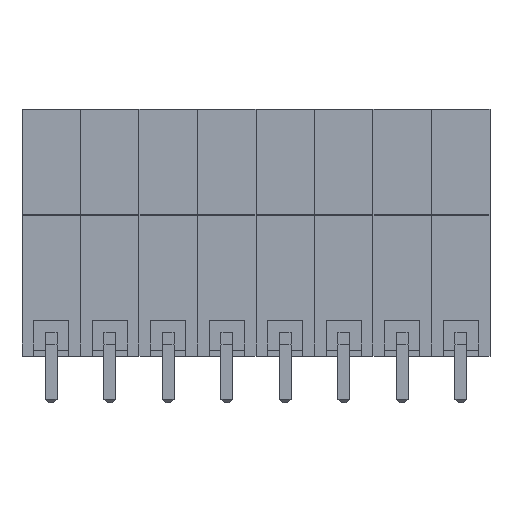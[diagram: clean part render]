
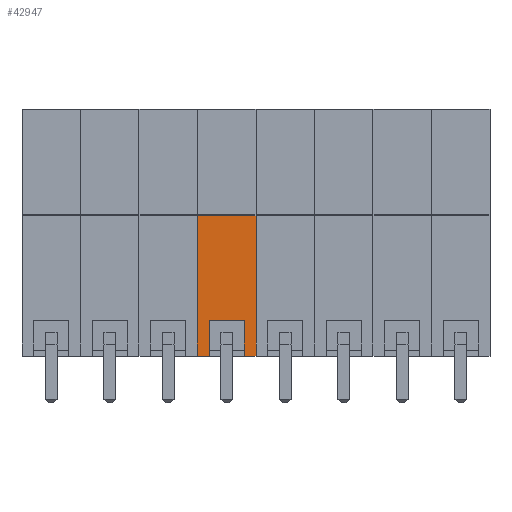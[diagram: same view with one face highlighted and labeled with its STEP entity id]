
A CAD part, left-side view. The second image highlights one B-rep face of the part: STEP entity #42947.
In plain terms, the highlighted planar face has unit normal (-1, 0, 0).
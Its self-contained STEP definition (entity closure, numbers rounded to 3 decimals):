
#41904 = VERTEX_POINT('',#41905);
#41905 = CARTESIAN_POINT('',(-4.,22.5,0.));
#41914 = PLANE('',#41915);
#41915 = AXIS2_PLACEMENT_3D('',#41916,#41917,#41918);
#41916 = CARTESIAN_POINT('',(-4.,22.5,0.));
#41917 = DIRECTION('',(0.,0.,1.));
#41918 = DIRECTION('',(1.,0.,0.));
#41926 = PLANE('',#41927);
#41927 = AXIS2_PLACEMENT_3D('',#41928,#41929,#41930);
#41928 = CARTESIAN_POINT('',(-4.,22.5,0.));
#41929 = DIRECTION('',(0.,1.,0.));
#41930 = DIRECTION('',(0.,0.,1.));
#41938 = EDGE_CURVE('',#41904,#41939,#41941,.T.);
#41939 = VERTEX_POINT('',#41940);
#41940 = CARTESIAN_POINT('',(-4.,21.5,0.));
#41941 = SURFACE_CURVE('',#41942,(#41946,#41953),.PCURVE_S1.);
#41942 = LINE('',#41943,#41944);
#41943 = CARTESIAN_POINT('',(-4.,22.5,0.));
#41944 = VECTOR('',#41945,1.);
#41945 = DIRECTION('',(0.,-1.,0.));
#41946 = PCURVE('',#41914,#41947);
#41947 = DEFINITIONAL_REPRESENTATION('',(#41948),#41952);
#41948 = LINE('',#41949,#41950);
#41949 = CARTESIAN_POINT('',(0.,0.));
#41950 = VECTOR('',#41951,1.);
#41951 = DIRECTION('',(0.,-1.));
#41952 = ( GEOMETRIC_REPRESENTATION_CONTEXT(2) 
PARAMETRIC_REPRESENTATION_CONTEXT() REPRESENTATION_CONTEXT('2D SPACE',''
  ) );
#41953 = PCURVE('',#41954,#41959);
#41954 = PLANE('',#41955);
#41955 = AXIS2_PLACEMENT_3D('',#41956,#41957,#41958);
#41956 = CARTESIAN_POINT('',(-4.,22.5,12.));
#41957 = DIRECTION('',(1.,0.,0.));
#41958 = DIRECTION('',(0.,0.,-1.));
#41959 = DEFINITIONAL_REPRESENTATION('',(#41960),#41964);
#41960 = LINE('',#41961,#41962);
#41961 = CARTESIAN_POINT('',(12.,0.));
#41962 = VECTOR('',#41963,1.);
#41963 = DIRECTION('',(0.,-1.));
#41964 = ( GEOMETRIC_REPRESENTATION_CONTEXT(2) 
PARAMETRIC_REPRESENTATION_CONTEXT() REPRESENTATION_CONTEXT('2D SPACE',''
  ) );
#41982 = PLANE('',#41983);
#41983 = AXIS2_PLACEMENT_3D('',#41984,#41985,#41986);
#41984 = CARTESIAN_POINT('',(-4.,21.5,0.));
#41985 = DIRECTION('',(0.,-1.,0.));
#41986 = DIRECTION('',(0.,0.,1.));
#42079 = VERTEX_POINT('',#42080);
#42080 = CARTESIAN_POINT('',(-4.,18.5,0.));
#42094 = PLANE('',#42095);
#42095 = AXIS2_PLACEMENT_3D('',#42096,#42097,#42098);
#42096 = CARTESIAN_POINT('',(-4.,18.5,3.));
#42097 = DIRECTION('',(0.,1.,0.));
#42098 = DIRECTION('',(0.,0.,-1.));
#42106 = EDGE_CURVE('',#42079,#42107,#42109,.T.);
#42107 = VERTEX_POINT('',#42108);
#42108 = CARTESIAN_POINT('',(-4.,17.5,0.));
#42109 = SURFACE_CURVE('',#42110,(#42114,#42121),.PCURVE_S1.);
#42110 = LINE('',#42111,#42112);
#42111 = CARTESIAN_POINT('',(-4.,22.5,0.));
#42112 = VECTOR('',#42113,1.);
#42113 = DIRECTION('',(0.,-1.,0.));
#42114 = PCURVE('',#41914,#42115);
#42115 = DEFINITIONAL_REPRESENTATION('',(#42116),#42120);
#42116 = LINE('',#42117,#42118);
#42117 = CARTESIAN_POINT('',(0.,0.));
#42118 = VECTOR('',#42119,1.);
#42119 = DIRECTION('',(0.,-1.));
#42120 = ( GEOMETRIC_REPRESENTATION_CONTEXT(2) 
PARAMETRIC_REPRESENTATION_CONTEXT() REPRESENTATION_CONTEXT('2D SPACE',''
  ) );
#42121 = PCURVE('',#41954,#42122);
#42122 = DEFINITIONAL_REPRESENTATION('',(#42123),#42127);
#42123 = LINE('',#42124,#42125);
#42124 = CARTESIAN_POINT('',(12.,0.));
#42125 = VECTOR('',#42126,1.);
#42126 = DIRECTION('',(0.,-1.));
#42127 = ( GEOMETRIC_REPRESENTATION_CONTEXT(2) 
PARAMETRIC_REPRESENTATION_CONTEXT() REPRESENTATION_CONTEXT('2D SPACE',''
  ) );
#42145 = PLANE('',#42146);
#42146 = AXIS2_PLACEMENT_3D('',#42147,#42148,#42149);
#42147 = CARTESIAN_POINT('',(-4.,17.5,0.));
#42148 = DIRECTION('',(0.,1.,0.));
#42149 = DIRECTION('',(0.,0.,1.));
#42187 = EDGE_CURVE('',#42188,#41904,#42190,.T.);
#42188 = VERTEX_POINT('',#42189);
#42189 = CARTESIAN_POINT('',(-4.,22.5,12.));
#42190 = SURFACE_CURVE('',#42191,(#42195,#42202),.PCURVE_S1.);
#42191 = LINE('',#42192,#42193);
#42192 = CARTESIAN_POINT('',(-4.,22.5,12.));
#42193 = VECTOR('',#42194,1.);
#42194 = DIRECTION('',(0.,0.,-1.));
#42195 = PCURVE('',#41926,#42196);
#42196 = DEFINITIONAL_REPRESENTATION('',(#42197),#42201);
#42197 = LINE('',#42198,#42199);
#42198 = CARTESIAN_POINT('',(12.,0.));
#42199 = VECTOR('',#42200,1.);
#42200 = DIRECTION('',(-1.,0.));
#42201 = ( GEOMETRIC_REPRESENTATION_CONTEXT(2) 
PARAMETRIC_REPRESENTATION_CONTEXT() REPRESENTATION_CONTEXT('2D SPACE',''
  ) );
#42202 = PCURVE('',#41954,#42203);
#42203 = DEFINITIONAL_REPRESENTATION('',(#42204),#42208);
#42204 = LINE('',#42205,#42206);
#42205 = CARTESIAN_POINT('',(0.,0.));
#42206 = VECTOR('',#42207,1.);
#42207 = DIRECTION('',(1.,0.));
#42208 = ( GEOMETRIC_REPRESENTATION_CONTEXT(2) 
PARAMETRIC_REPRESENTATION_CONTEXT() REPRESENTATION_CONTEXT('2D SPACE',''
  ) );
#42226 = PLANE('',#42227);
#42227 = AXIS2_PLACEMENT_3D('',#42228,#42229,#42230);
#42228 = CARTESIAN_POINT('',(-3.,22.5,12.));
#42229 = DIRECTION('',(0.,0.,-1.));
#42230 = DIRECTION('',(-1.,0.,0.));
#42620 = EDGE_CURVE('',#42621,#42107,#42623,.T.);
#42621 = VERTEX_POINT('',#42622);
#42622 = CARTESIAN_POINT('',(-4.,17.5,12.));
#42623 = SURFACE_CURVE('',#42624,(#42628,#42635),.PCURVE_S1.);
#42624 = LINE('',#42625,#42626);
#42625 = CARTESIAN_POINT('',(-4.,17.5,12.));
#42626 = VECTOR('',#42627,1.);
#42627 = DIRECTION('',(0.,0.,-1.));
#42628 = PCURVE('',#42145,#42629);
#42629 = DEFINITIONAL_REPRESENTATION('',(#42630),#42634);
#42630 = LINE('',#42631,#42632);
#42631 = CARTESIAN_POINT('',(12.,0.));
#42632 = VECTOR('',#42633,1.);
#42633 = DIRECTION('',(-1.,0.));
#42634 = ( GEOMETRIC_REPRESENTATION_CONTEXT(2) 
PARAMETRIC_REPRESENTATION_CONTEXT() REPRESENTATION_CONTEXT('2D SPACE',''
  ) );
#42635 = PCURVE('',#41954,#42636);
#42636 = DEFINITIONAL_REPRESENTATION('',(#42637),#42641);
#42637 = LINE('',#42638,#42639);
#42638 = CARTESIAN_POINT('',(0.,-5.));
#42639 = VECTOR('',#42640,1.);
#42640 = DIRECTION('',(1.,0.));
#42641 = ( GEOMETRIC_REPRESENTATION_CONTEXT(2) 
PARAMETRIC_REPRESENTATION_CONTEXT() REPRESENTATION_CONTEXT('2D SPACE',''
  ) );
#42947 = ADVANCED_FACE('',(#42948),#41954,.F.);
#42948 = FACE_BOUND('',#42949,.F.);
#42949 = EDGE_LOOP('',(#42950,#42951,#42972,#42973,#42974,#42997,#43025,
    #43046));
#42950 = ORIENTED_EDGE('',*,*,#42187,.F.);
#42951 = ORIENTED_EDGE('',*,*,#42952,.T.);
#42952 = EDGE_CURVE('',#42188,#42621,#42953,.T.);
#42953 = SURFACE_CURVE('',#42954,(#42958,#42965),.PCURVE_S1.);
#42954 = LINE('',#42955,#42956);
#42955 = CARTESIAN_POINT('',(-4.,22.5,12.));
#42956 = VECTOR('',#42957,1.);
#42957 = DIRECTION('',(0.,-1.,0.));
#42958 = PCURVE('',#41954,#42959);
#42959 = DEFINITIONAL_REPRESENTATION('',(#42960),#42964);
#42960 = LINE('',#42961,#42962);
#42961 = CARTESIAN_POINT('',(0.,0.));
#42962 = VECTOR('',#42963,1.);
#42963 = DIRECTION('',(0.,-1.));
#42964 = ( GEOMETRIC_REPRESENTATION_CONTEXT(2) 
PARAMETRIC_REPRESENTATION_CONTEXT() REPRESENTATION_CONTEXT('2D SPACE',''
  ) );
#42965 = PCURVE('',#42226,#42966);
#42966 = DEFINITIONAL_REPRESENTATION('',(#42967),#42971);
#42967 = LINE('',#42968,#42969);
#42968 = CARTESIAN_POINT('',(1.,0.));
#42969 = VECTOR('',#42970,1.);
#42970 = DIRECTION('',(0.,-1.));
#42971 = ( GEOMETRIC_REPRESENTATION_CONTEXT(2) 
PARAMETRIC_REPRESENTATION_CONTEXT() REPRESENTATION_CONTEXT('2D SPACE',''
  ) );
#42972 = ORIENTED_EDGE('',*,*,#42620,.T.);
#42973 = ORIENTED_EDGE('',*,*,#42106,.F.);
#42974 = ORIENTED_EDGE('',*,*,#42975,.F.);
#42975 = EDGE_CURVE('',#42976,#42079,#42978,.T.);
#42976 = VERTEX_POINT('',#42977);
#42977 = CARTESIAN_POINT('',(-4.,18.5,3.));
#42978 = SURFACE_CURVE('',#42979,(#42983,#42990),.PCURVE_S1.);
#42979 = LINE('',#42980,#42981);
#42980 = CARTESIAN_POINT('',(-4.,18.5,3.));
#42981 = VECTOR('',#42982,1.);
#42982 = DIRECTION('',(0.,0.,-1.));
#42983 = PCURVE('',#41954,#42984);
#42984 = DEFINITIONAL_REPRESENTATION('',(#42985),#42989);
#42985 = LINE('',#42986,#42987);
#42986 = CARTESIAN_POINT('',(9.,-4.));
#42987 = VECTOR('',#42988,1.);
#42988 = DIRECTION('',(1.,0.));
#42989 = ( GEOMETRIC_REPRESENTATION_CONTEXT(2) 
PARAMETRIC_REPRESENTATION_CONTEXT() REPRESENTATION_CONTEXT('2D SPACE',''
  ) );
#42990 = PCURVE('',#42094,#42991);
#42991 = DEFINITIONAL_REPRESENTATION('',(#42992),#42996);
#42992 = LINE('',#42993,#42994);
#42993 = CARTESIAN_POINT('',(0.,0.));
#42994 = VECTOR('',#42995,1.);
#42995 = DIRECTION('',(1.,0.));
#42996 = ( GEOMETRIC_REPRESENTATION_CONTEXT(2) 
PARAMETRIC_REPRESENTATION_CONTEXT() REPRESENTATION_CONTEXT('2D SPACE',''
  ) );
#42997 = ORIENTED_EDGE('',*,*,#42998,.F.);
#42998 = EDGE_CURVE('',#42999,#42976,#43001,.T.);
#42999 = VERTEX_POINT('',#43000);
#43000 = CARTESIAN_POINT('',(-4.,21.5,3.));
#43001 = SURFACE_CURVE('',#43002,(#43006,#43013),.PCURVE_S1.);
#43002 = LINE('',#43003,#43004);
#43003 = CARTESIAN_POINT('',(-4.,21.5,3.));
#43004 = VECTOR('',#43005,1.);
#43005 = DIRECTION('',(0.,-1.,0.));
#43006 = PCURVE('',#41954,#43007);
#43007 = DEFINITIONAL_REPRESENTATION('',(#43008),#43012);
#43008 = LINE('',#43009,#43010);
#43009 = CARTESIAN_POINT('',(9.,-1.));
#43010 = VECTOR('',#43011,1.);
#43011 = DIRECTION('',(0.,-1.));
#43012 = ( GEOMETRIC_REPRESENTATION_CONTEXT(2) 
PARAMETRIC_REPRESENTATION_CONTEXT() REPRESENTATION_CONTEXT('2D SPACE',''
  ) );
#43013 = PCURVE('',#43014,#43019);
#43014 = PLANE('',#43015);
#43015 = AXIS2_PLACEMENT_3D('',#43016,#43017,#43018);
#43016 = CARTESIAN_POINT('',(-4.,21.5,3.));
#43017 = DIRECTION('',(0.,0.,-1.));
#43018 = DIRECTION('',(0.,-1.,0.));
#43019 = DEFINITIONAL_REPRESENTATION('',(#43020),#43024);
#43020 = LINE('',#43021,#43022);
#43021 = CARTESIAN_POINT('',(0.,0.));
#43022 = VECTOR('',#43023,1.);
#43023 = DIRECTION('',(1.,0.));
#43024 = ( GEOMETRIC_REPRESENTATION_CONTEXT(2) 
PARAMETRIC_REPRESENTATION_CONTEXT() REPRESENTATION_CONTEXT('2D SPACE',''
  ) );
#43025 = ORIENTED_EDGE('',*,*,#43026,.F.);
#43026 = EDGE_CURVE('',#41939,#42999,#43027,.T.);
#43027 = SURFACE_CURVE('',#43028,(#43032,#43039),.PCURVE_S1.);
#43028 = LINE('',#43029,#43030);
#43029 = CARTESIAN_POINT('',(-4.,21.5,0.));
#43030 = VECTOR('',#43031,1.);
#43031 = DIRECTION('',(0.,0.,1.));
#43032 = PCURVE('',#41954,#43033);
#43033 = DEFINITIONAL_REPRESENTATION('',(#43034),#43038);
#43034 = LINE('',#43035,#43036);
#43035 = CARTESIAN_POINT('',(12.,-1.));
#43036 = VECTOR('',#43037,1.);
#43037 = DIRECTION('',(-1.,0.));
#43038 = ( GEOMETRIC_REPRESENTATION_CONTEXT(2) 
PARAMETRIC_REPRESENTATION_CONTEXT() REPRESENTATION_CONTEXT('2D SPACE',''
  ) );
#43039 = PCURVE('',#41982,#43040);
#43040 = DEFINITIONAL_REPRESENTATION('',(#43041),#43045);
#43041 = LINE('',#43042,#43043);
#43042 = CARTESIAN_POINT('',(0.,0.));
#43043 = VECTOR('',#43044,1.);
#43044 = DIRECTION('',(1.,0.));
#43045 = ( GEOMETRIC_REPRESENTATION_CONTEXT(2) 
PARAMETRIC_REPRESENTATION_CONTEXT() REPRESENTATION_CONTEXT('2D SPACE',''
  ) );
#43046 = ORIENTED_EDGE('',*,*,#41938,.F.);
